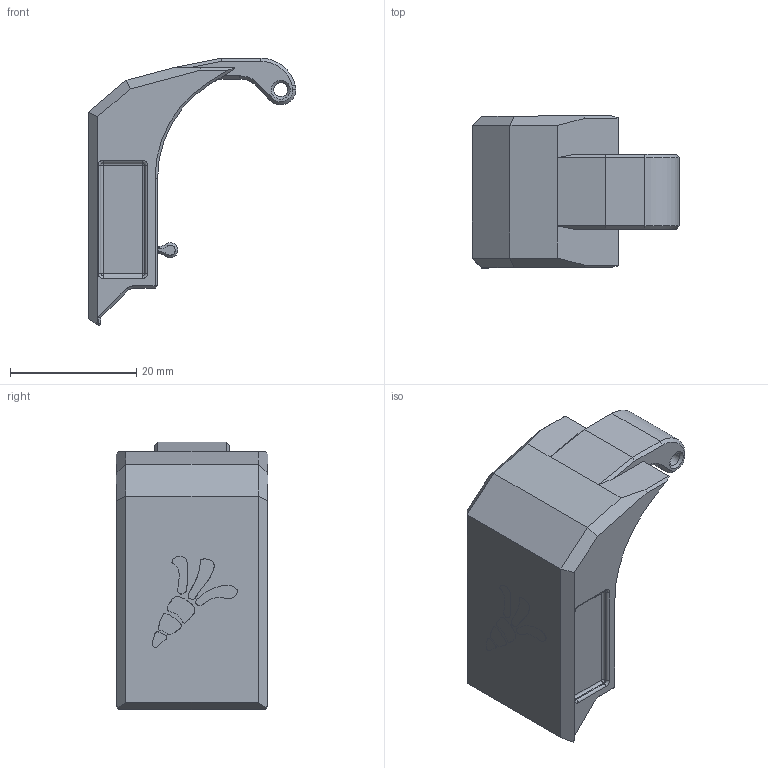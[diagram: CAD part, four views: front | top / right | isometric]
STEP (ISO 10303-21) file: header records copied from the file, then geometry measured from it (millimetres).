
FILE_DESCRIPTION(/* description */ (''),/* implementation_level */ '2;1');
FILE_NAME(/* name */ 'Allspice connector cover.step',/* time_stamp */ '2022-12-15T07:41:53-06:00',/* author */ (''),/* organization */ (''),/* preprocessor_version */ 'ST-DEVELOPER v19.2',/* originating_system */ 'Autodesk Translation Framework v11.17.0.187',/* authorisation */ '');
FILE_SCHEMA (('AUTOMOTIVE_DESIGN { 1 0 10303 214 3 1 1 }'));
Length unit declared in the file: millimetre
Products named in the file (1): Connector cover
Bounding box: 32.9 x 24 x 42.37 mm (x, y, z)
Volume: 3785.9 mm3; surface area: 5012.2 mm2
Topology: 7 solids, 7 shells, 220 faces, 474 edges, 276 vertices
Faces by surface type: plane 129, cylinder 37, cone 26, bspline 12, torus 8, sphere 8
Full cylindrical faces by diameter (mm): 2.2 x1
Entity records: 14107 total; most frequent: CARTESIAN_POINT 9330, DIRECTION 974, ORIENTED_EDGE 948, EDGE_CURVE 474, LINE 340, VECTOR 340, AXIS2_PLACEMENT_3D 317, VERTEX_POINT 276
